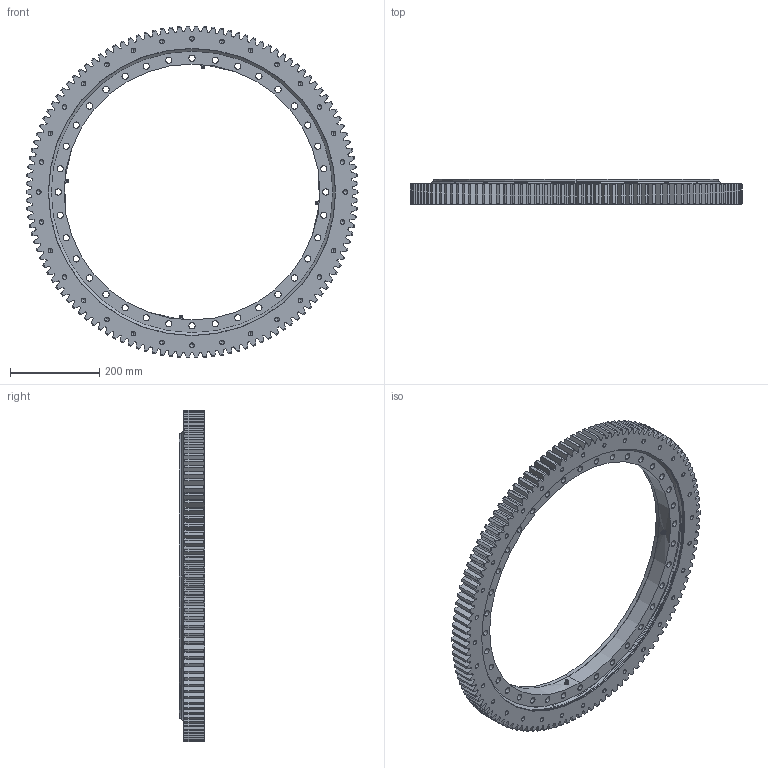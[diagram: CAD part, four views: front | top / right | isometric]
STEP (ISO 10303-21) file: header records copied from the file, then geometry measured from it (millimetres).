
FILE_DESCRIPTION (( 'STEP AP203' ), '1' );
FILE_NAME ('31-0641-01.STEP', '2017-12-28T10:00:57', ( 'defontaine' ), ( 'Hewlett-Packard Company' ), 'SwSTEP 2.0', 'SolidWorks 2016', '' );
FILE_SCHEMA (( 'CONFIG_CONTROL_DESIGN' ));
Length unit declared in the file: millimetre
Products named in the file (1): 31-0641-01
Bounding box: 742 x 56 x 741.89 mm (x, y, z)
Volume: 6355398.3 mm3; surface area: 1063258.6 mm2
Topology: 9 solids, 9 shells, 1089 faces, 3068 edges, 1977 vertices
Faces by surface type: cylinder 415, cone 340, plane 298, torus 26, sphere 10
Entity records: 36172 total; most frequent: CARTESIAN_POINT 8041, ORIENTED_EDGE 5998, DIRECTION 5855, EDGE_CURVE 2999, AXIS2_PLACEMENT_3D 2270, VERTEX_POINT 1974, VECTOR 1315, LINE 1315
